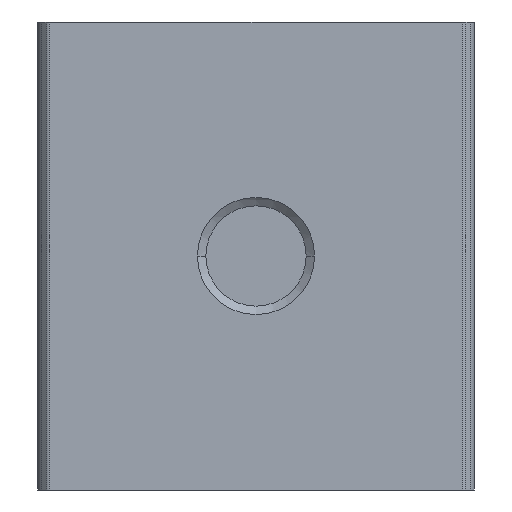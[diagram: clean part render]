
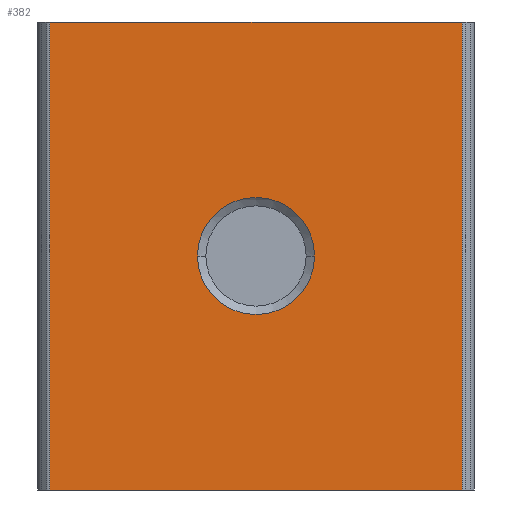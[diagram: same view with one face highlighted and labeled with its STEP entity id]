
A CAD part, front view. The second image highlights one B-rep face of the part: STEP entity #382.
In plain terms, the highlighted planar face has unit normal (0, -1, 0).
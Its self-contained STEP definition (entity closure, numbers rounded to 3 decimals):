
#22 = AXIS2_PLACEMENT_3D ( 'NONE', #1310, #1311, #1312 ) ;
#47 = LINE ( 'NONE', #48, #669 ) ;
#48 = CARTESIAN_POINT ( 'NONE',  ( -12.326, -12.657, 28. ) ) ;
#49 = DIRECTION ( 'NONE',  ( -1., 0., 0. ) ) ;
#331 = CIRCLE ( 'NONE', #555, 3.5 ) ;
#363 = CIRCLE ( 'NONE', #22, 3.5 ) ;
#382 = ADVANCED_FACE ( 'NONE', ( #1055, #1053 ), #1133, .F. ) ;
#394 = EDGE_CURVE ( 'NONE', #1768, #1774, #363, .T. ) ;
#461 = EDGE_CURVE ( 'NONE', #1785, #1766, #2001, .T. ) ;
#462 = EDGE_CURVE ( 'NONE', #1774, #1768, #331, .T. ) ;
#463 = EDGE_CURVE ( 'NONE', #1731, #1742, #2007, .T. ) ;
#485 = EDGE_CURVE ( 'NONE', #1731, #1785, #2074, .T. ) ;
#494 = EDGE_CURVE ( 'NONE', #1742, #1766, #47, .T. ) ;
#555 = AXIS2_PLACEMENT_3D ( 'NONE', #1994, #2004, #2005 ) ;
#556 = VECTOR ( 'NONE', #2003, 1000. ) ;
#558 = VECTOR ( 'NONE', #2009, 1000. ) ;
#583 = EDGE_LOOP ( 'NONE', ( #760, #764, #765, #762 ) ) ;
#662 = VECTOR ( 'NONE', #2076, 1000. ) ;
#669 = VECTOR ( 'NONE', #49, 1000. ) ;
#760 = ORIENTED_EDGE ( 'NONE', *, *, #494, .T. ) ;
#761 = ORIENTED_EDGE ( 'NONE', *, *, #462, .F. ) ;
#762 = ORIENTED_EDGE ( 'NONE', *, *, #463, .T. ) ;
#763 = ORIENTED_EDGE ( 'NONE', *, *, #394, .F. ) ;
#764 = ORIENTED_EDGE ( 'NONE', *, *, #461, .F. ) ;
#765 = ORIENTED_EDGE ( 'NONE', *, *, #485, .F. ) ;
#1046 = AXIS2_PLACEMENT_3D ( 'NONE', #1132, #1131, #1130 ) ;
#1053 = FACE_OUTER_BOUND ( 'NONE', #583, .T. ) ;
#1055 = FACE_BOUND ( 'NONE', #1670, .T. ) ;
#1130 = DIRECTION ( 'NONE',  ( 1., 0., 0. ) ) ;
#1131 = DIRECTION ( 'NONE',  ( 0., 1., 0. ) ) ;
#1132 = CARTESIAN_POINT ( 'NONE',  ( -12.326, -12.657, 0. ) ) ;
#1133 = PLANE ( 'NONE',  #1046 ) ;
#1310 = CARTESIAN_POINT ( 'NONE',  ( 0.021, -12.657, 14. ) ) ;
#1311 = DIRECTION ( 'NONE',  ( 0., -1., 0. ) ) ;
#1312 = DIRECTION ( 'NONE',  ( -1., 0., 0. ) ) ;
#1540 = CARTESIAN_POINT ( 'NONE',  ( 12.369, -12.657, 0. ) ) ;
#1551 = CARTESIAN_POINT ( 'NONE',  ( 12.369, -12.657, 28. ) ) ;
#1575 = CARTESIAN_POINT ( 'NONE',  ( -12.326, -12.657, 28. ) ) ;
#1577 = CARTESIAN_POINT ( 'NONE',  ( 3.521, -12.657, 14. ) ) ;
#1583 = CARTESIAN_POINT ( 'NONE',  ( -3.479, -12.657, 14. ) ) ;
#1594 = CARTESIAN_POINT ( 'NONE',  ( -12.326, -12.657, 0. ) ) ;
#1670 = EDGE_LOOP ( 'NONE', ( #761, #763 ) ) ;
#1731 = VERTEX_POINT ( 'NONE', #1540 ) ;
#1742 = VERTEX_POINT ( 'NONE', #1551 ) ;
#1766 = VERTEX_POINT ( 'NONE', #1575 ) ;
#1768 = VERTEX_POINT ( 'NONE', #1577 ) ;
#1774 = VERTEX_POINT ( 'NONE', #1583 ) ;
#1785 = VERTEX_POINT ( 'NONE', #1594 ) ;
#1994 = CARTESIAN_POINT ( 'NONE',  ( 0.021, -12.657, 14. ) ) ;
#2001 = LINE ( 'NONE', #2002, #556 ) ;
#2002 = CARTESIAN_POINT ( 'NONE',  ( -12.326, -12.657, 0. ) ) ;
#2003 = DIRECTION ( 'NONE',  ( 0., 0., 1. ) ) ;
#2004 = DIRECTION ( 'NONE',  ( 0., -1., 0. ) ) ;
#2005 = DIRECTION ( 'NONE',  ( -1., 0., 0. ) ) ;
#2007 = LINE ( 'NONE', #2008, #558 ) ;
#2008 = CARTESIAN_POINT ( 'NONE',  ( 12.369, -12.657, 0. ) ) ;
#2009 = DIRECTION ( 'NONE',  ( 0., 0., 1. ) ) ;
#2074 = LINE ( 'NONE', #2075, #662 ) ;
#2075 = CARTESIAN_POINT ( 'NONE',  ( -12.326, -12.657, 0. ) ) ;
#2076 = DIRECTION ( 'NONE',  ( -1., 0., 0. ) ) ;
